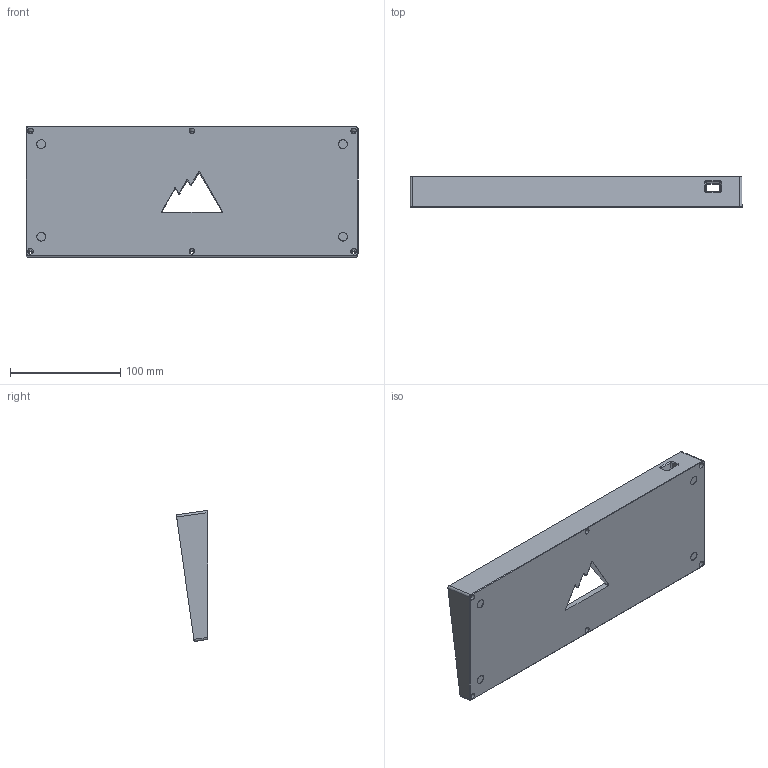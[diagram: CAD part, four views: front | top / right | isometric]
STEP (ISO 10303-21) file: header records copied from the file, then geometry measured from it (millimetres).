
FILE_DESCRIPTION(/* description */ (''),/* implementation_level */ '2;1');
FILE_NAME(/* name */ 'Klippe_s_render_file_bottom.step',/* time_stamp */ '2020-01-31T16:46:19+01:00',/* author */ (''),/* organization */ (''),/* preprocessor_version */ 'ST-DEVELOPER v18',/* originating_system */ 'Autodesk Translation Framework v8.12.0.6',/* authorisation */ '');
FILE_SCHEMA (('AUTOMOTIVE_DESIGN { 1 0 10303 214 3 1 1 }'));
Length unit declared in the file: millimetre
Products named in the file (2): Fjell Pro; bottom piece
Assembly tree (1 placements, depth 2):
  Fjell Pro
    bottom piece
Bounding box: 301.2 x 28.32 x 118.82 mm (x, y, z)
Volume: 363780.7 mm3; surface area: 97784 mm2
Topology: 1 solids, 1 shells, 404 faces, 1104 edges, 736 vertices
Faces by surface type: plane 251, bspline 102, cylinder 45, cone 4, sphere 2
Full cylindrical faces by diameter (mm): 3 x6, 5 x6, 8 x4
Entity records: 13806 total; most frequent: CARTESIAN_POINT 3990, ORIENTED_EDGE 2208, DIRECTION 1659, EDGE_CURVE 1104, LINE 785, VECTOR 785, VERTEX_POINT 736, EDGE_LOOP 454
